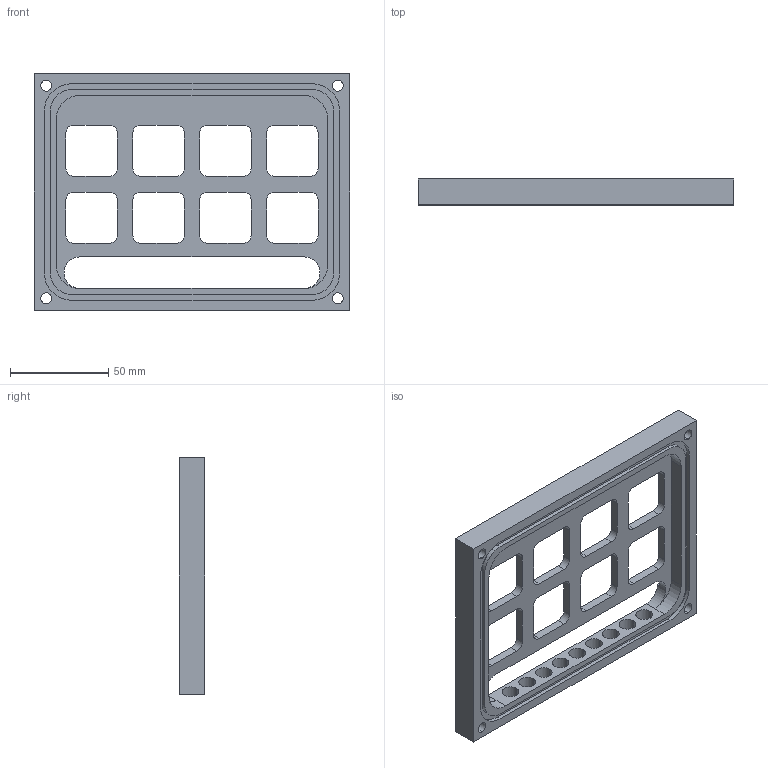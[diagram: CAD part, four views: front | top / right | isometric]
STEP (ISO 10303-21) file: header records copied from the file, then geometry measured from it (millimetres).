
FILE_DESCRIPTION (( 'STEP AP214' ), '1' );
FILE_NAME ('top.STEP', '2017-08-02T11:40:18', ( '' ), ( '' ), 'SwSTEP 2.0', 'SolidWorks 2016', '' );
FILE_SCHEMA (( 'AUTOMOTIVE_DESIGN' ));
Length unit declared in the file: millimetre
Products named in the file (1): top
Bounding box: 160 x 13 x 120 mm (x, y, z)
Volume: 92240.6 mm3; surface area: 43886 mm2
Topology: 1 solids, 1 shells, 152 faces, 434 edges, 282 vertices
Faces by surface type: cylinder 84, plane 60, cone 8
Entity records: 5074 total; most frequent: DIRECTION 902, CARTESIAN_POINT 861, ORIENTED_EDGE 852, EDGE_CURVE 426, AXIS2_PLACEMENT_3D 323, VERTEX_POINT 282, VECTOR 256, LINE 256
